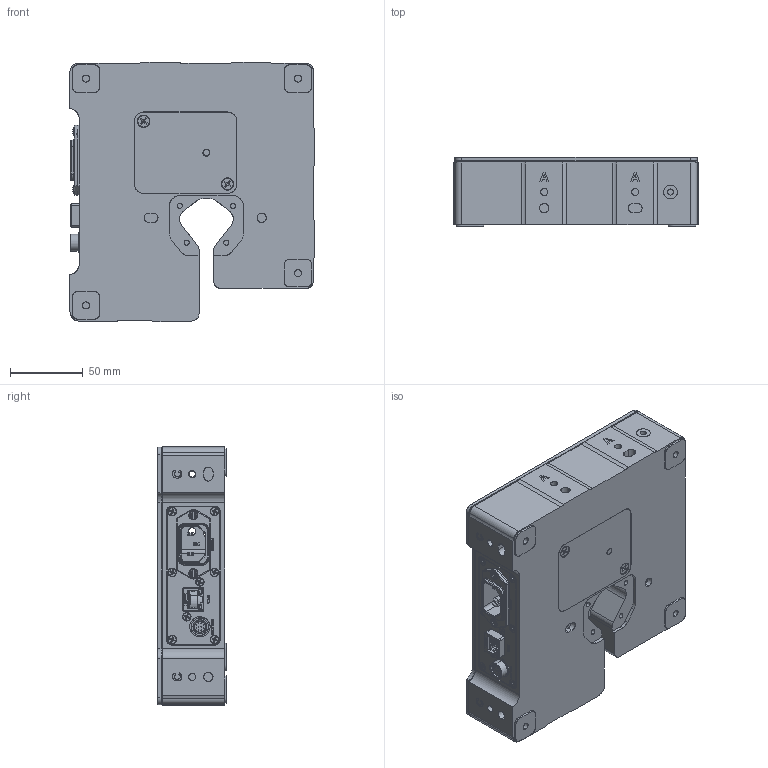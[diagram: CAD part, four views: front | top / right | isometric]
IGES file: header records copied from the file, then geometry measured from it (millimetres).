
Start section: SolidWorks IGES file using analytic representation for surfaces
Global section: file name: 00203-01 TLAser203 Dual Axis Micrometer.IGS; native system: SolidWorks 2015; preprocessor: SolidWorks 2015; author: Mark; date: 150501.080814; units: inch
Bounding box: 168.28 x 47.35 x 178.44 mm (x, y, z)
Surface area: 162407 mm2 (no closed solid volume)
Topology: 0 solids, 0 shells, 1423 faces, 18844 edges, 18803 vertices
Faces by surface type: bspline 962, revolution 461
